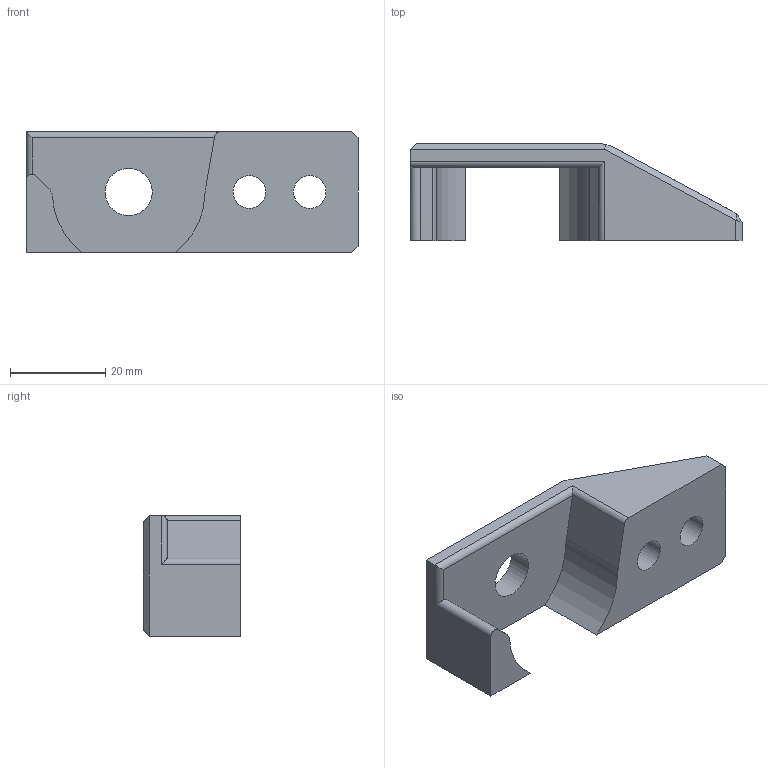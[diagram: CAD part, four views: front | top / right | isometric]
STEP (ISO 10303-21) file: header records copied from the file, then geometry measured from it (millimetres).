
FILE_DESCRIPTION(/* description */ (''),/* implementation_level */ '2;1');
FILE_NAME(/* name */ 'PulleyProtectionSystem(PPS).step',/* time_stamp */ '2019-02-17T15:38:06-05:00',/* author */ ('teamt484java'),/* organization */ (''),/* preprocessor_version */ 'ST-DEVELOPER v17.2',/* originating_system */ 'Autodesk Translation Framework v7.6.0.251',/* authorisation */ '');
FILE_SCHEMA (('AUTOMOTIVE_DESIGN { 1 0 10303 214 3 1 1 }'));
Length unit declared in the file: inch
Products named in the file (1): PulleyProtectionSystem(PPS)
Bounding box: 69.85 x 20.48 x 25.4 mm (x, y, z)
Volume: 15027.1 mm3; surface area: 6878.1 mm2
Topology: 1 solids, 1 shells, 40 faces, 104 edges, 66 vertices
Faces by surface type: plane 24, cylinder 13, bspline 3
Full cylindrical faces by diameter (mm): 6.85 x2, 9.925 x1, 11.422 x2
Entity records: 1523 total; most frequent: CARTESIAN_POINT 491, ORIENTED_EDGE 208, DIRECTION 204, EDGE_CURVE 104, AXIS2_PLACEMENT_3D 69, LINE 66, VECTOR 66, VERTEX_POINT 66
